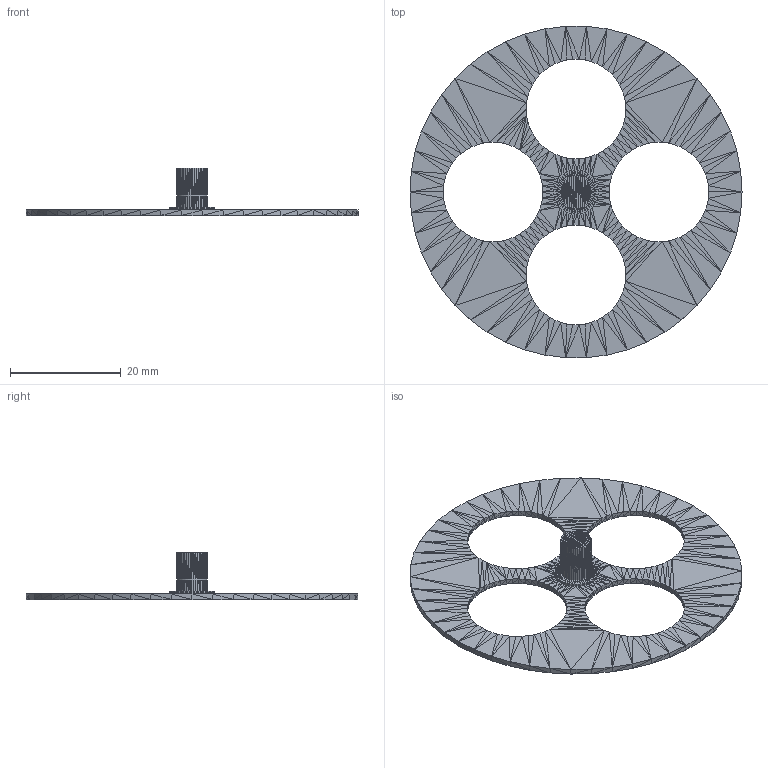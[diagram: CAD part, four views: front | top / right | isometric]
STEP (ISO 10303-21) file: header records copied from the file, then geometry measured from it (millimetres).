
FILE_DESCRIPTION(('FreeCAD Model'),'2;1');
FILE_NAME('fluorescence1.step','2017-09-16T13:25:58',( 'Author'),(''),'Open CASCADE STEP processor 6.8','FreeCAD','Unknown' );
FILE_SCHEMA(('AUTOMOTIVE_DESIGN_CC2 { 1 2 10303 214 -1 1 5 4 }'));
Products named in the file (1): fluorescence1001_(Solid)
Bounding box: 60 x 59.88 x 8.5 mm (x, y, z)
Volume: 1995.7 mm3; surface area: 4157.5 mm2
Topology: 1 solids, 1 shells, 1412 faces, 2118 edges, 700 vertices
Faces by surface type: plane 1412
Entity records: 52967 total; most frequent: CARTESIAN_POINT 10585, DIRECTION 7062, ORIENTED_EDGE 4236, LINE 4236, VECTOR 4236, PCURVE 4236, DEFINITIONAL_REPRESENTATION 4236, EDGE_CURVE 2118
